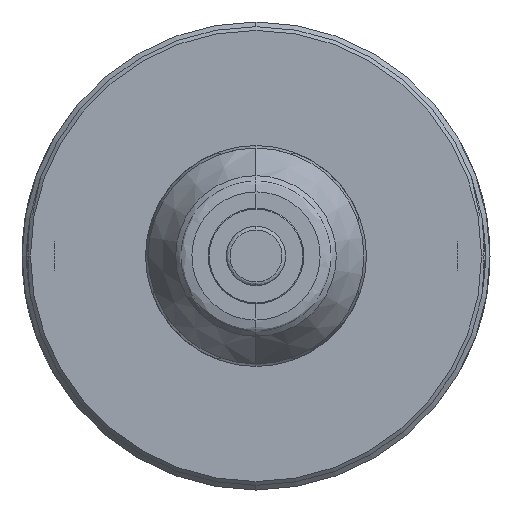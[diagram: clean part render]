
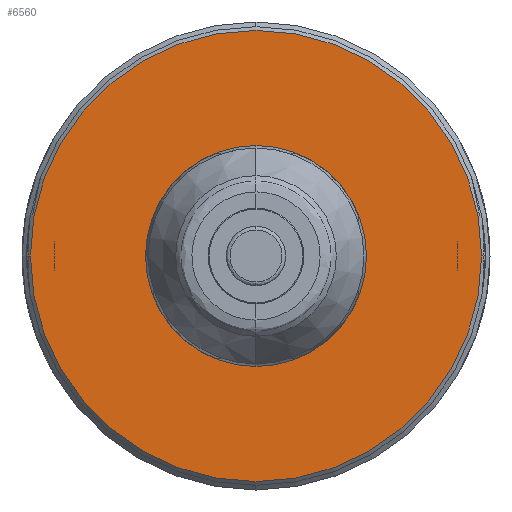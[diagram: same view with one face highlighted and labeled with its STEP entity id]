
A CAD part, left-side view. The second image highlights one B-rep face of the part: STEP entity #6560.
In plain terms, the highlighted planar face has unit normal (-1, 0, 0).
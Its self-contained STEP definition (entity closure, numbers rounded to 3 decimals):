
#29 = DIRECTION ( 'NONE',  ( 0., 0., 1. ) ) ;
#64 = DIRECTION ( 'NONE',  ( 0., 0., -1. ) ) ;
#140 = CIRCLE ( 'NONE', #8307, 12.05 ) ;
#161 = CARTESIAN_POINT ( 'NONE',  ( 11., 0., 0. ) ) ;
#509 = AXIS2_PLACEMENT_3D ( 'NONE', #7581, #6740, #4075 ) ;
#1042 = PLANE ( 'NONE',  #8588 ) ;
#1385 = CIRCLE ( 'NONE', #509, 4.8 ) ;
#1609 = CARTESIAN_POINT ( 'NONE',  ( 11., 0., 4.8 ) ) ;
#1790 = CARTESIAN_POINT ( 'NONE',  ( 11., 0., 0. ) ) ;
#1792 = AXIS2_PLACEMENT_3D ( 'NONE', #1790, #9541, #29 ) ;
#2105 = VERTEX_POINT ( 'NONE', #8373 ) ;
#2432 = CARTESIAN_POINT ( 'NONE',  ( 11., 0., -4.8 ) ) ;
#2629 = AXIS2_PLACEMENT_3D ( 'NONE', #9943, #7374, #9987 ) ;
#3146 = ORIENTED_EDGE ( 'NONE', *, *, #7020, .F. ) ;
#4075 = DIRECTION ( 'NONE',  ( 0., 0., 1. ) ) ;
#4386 = FACE_OUTER_BOUND ( 'NONE', #8041, .T. ) ;
#4978 = VERTEX_POINT ( 'NONE', #9140 ) ;
#5413 = ORIENTED_EDGE ( 'NONE', *, *, #7978, .F. ) ;
#5623 = CARTESIAN_POINT ( 'NONE',  ( 11., 0., 0. ) ) ;
#5796 = ORIENTED_EDGE ( 'NONE', *, *, #9290, .F. ) ;
#6250 = DIRECTION ( 'NONE',  ( 1., 0., 0. ) ) ;
#6560 = ADVANCED_FACE ( 'NONE', ( #6705, #4386 ), #1042, .F. ) ;
#6589 = CIRCLE ( 'NONE', #2629, 12.05 ) ;
#6705 = FACE_BOUND ( 'NONE', #10500, .T. ) ;
#6740 = DIRECTION ( 'NONE',  ( -1., 0., 0. ) ) ;
#6962 = EDGE_CURVE ( 'NONE', #4978, #2105, #140, .T. ) ;
#7020 = EDGE_CURVE ( 'NONE', #10898, #11232, #1385, .T. ) ;
#7374 = DIRECTION ( 'NONE',  ( 1., 0., 0. ) ) ;
#7581 = CARTESIAN_POINT ( 'NONE',  ( 11., 0., 0. ) ) ;
#7680 = ORIENTED_EDGE ( 'NONE', *, *, #6962, .F. ) ;
#7978 = EDGE_CURVE ( 'NONE', #2105, #4978, #6589, .T. ) ;
#8041 = EDGE_LOOP ( 'NONE', ( #7680, #5413 ) ) ;
#8307 = AXIS2_PLACEMENT_3D ( 'NONE', #5623, #9994, #10792 ) ;
#8373 = CARTESIAN_POINT ( 'NONE',  ( 11., -12.05, 0. ) ) ;
#8588 = AXIS2_PLACEMENT_3D ( 'NONE', #161, #6250, #64 ) ;
#9140 = CARTESIAN_POINT ( 'NONE',  ( 11., 12.05, 0. ) ) ;
#9290 = EDGE_CURVE ( 'NONE', #11232, #10898, #9407, .T. ) ;
#9407 = CIRCLE ( 'NONE', #1792, 4.8 ) ;
#9541 = DIRECTION ( 'NONE',  ( -1., 0., 0. ) ) ;
#9943 = CARTESIAN_POINT ( 'NONE',  ( 11., 0., 0. ) ) ;
#9987 = DIRECTION ( 'NONE',  ( 0., 1., 0. ) ) ;
#9994 = DIRECTION ( 'NONE',  ( 1., 0., 0. ) ) ;
#10500 = EDGE_LOOP ( 'NONE', ( #3146, #5796 ) ) ;
#10792 = DIRECTION ( 'NONE',  ( 0., 1., 0. ) ) ;
#10898 = VERTEX_POINT ( 'NONE', #1609 ) ;
#11232 = VERTEX_POINT ( 'NONE', #2432 ) ;
